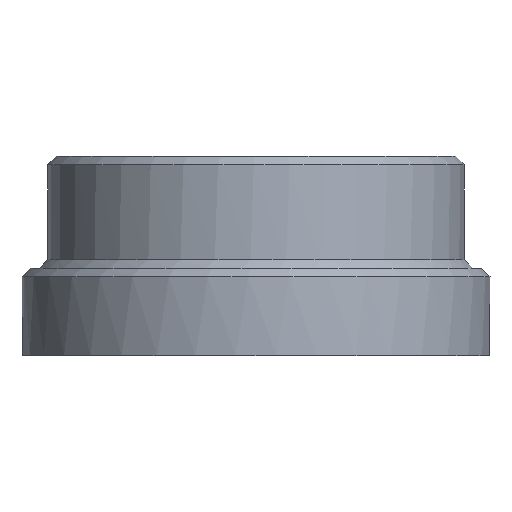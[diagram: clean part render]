
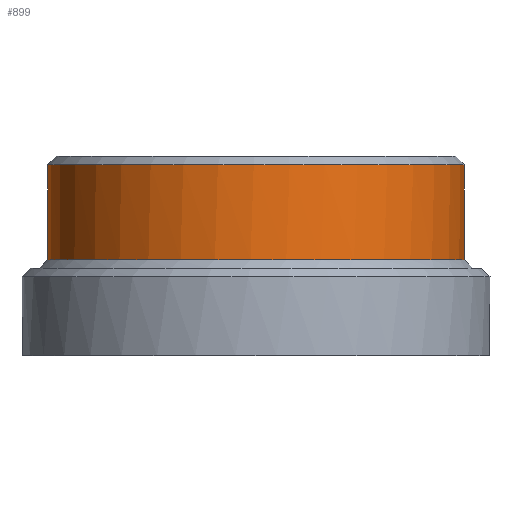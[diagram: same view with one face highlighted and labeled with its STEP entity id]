
A CAD part, front view. The second image highlights one B-rep face of the part: STEP entity #899.
In plain terms, the highlighted cylindrical face has radius 24.15 mm (diameter 48.3 mm), a partial arc.
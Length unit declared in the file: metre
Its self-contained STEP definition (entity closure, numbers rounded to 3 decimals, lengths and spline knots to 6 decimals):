
#12=CYLINDRICAL_SURFACE('',#965,0.02415);
#33=B_SPLINE_CURVE_WITH_KNOTS('',3,(#1341,#1342,#1343,#1344,#1345,#1346,
#1347,#1348,#1349,#1350),.UNSPECIFIED.,.F.,.F.,(4,1,1,1,1,1,1,4),(0.,
0.000567,0.001133,0.0017,0.002266,
0.002833,0.003399,0.004533),
 .UNSPECIFIED.);
#63=LINE('',#1352,#139);
#64=LINE('',#1356,#140);
#139=VECTOR('',#1071,1.);
#140=VECTOR('',#1074,1.);
#222=ORIENTED_EDGE('',*,*,#499,.T.);
#223=ORIENTED_EDGE('',*,*,#500,.T.);
#224=ORIENTED_EDGE('',*,*,#501,.T.);
#225=ORIENTED_EDGE('',*,*,#502,.T.);
#226=ORIENTED_EDGE('',*,*,#503,.F.);
#499=EDGE_CURVE('',#637,#638,#726,.T.);
#500=EDGE_CURVE('',#638,#639,#33,.T.);
#501=EDGE_CURVE('',#639,#640,#63,.T.);
#502=EDGE_CURVE('',#640,#641,#727,.T.);
#503=EDGE_CURVE('',#637,#641,#64,.T.);
#637=VERTEX_POINT('',#1339);
#638=VERTEX_POINT('',#1340);
#639=VERTEX_POINT('',#1351);
#640=VERTEX_POINT('',#1353);
#641=VERTEX_POINT('',#1355);
#726=CIRCLE('',#966,0.02415);
#727=CIRCLE('',#967,0.02415);
#766=EDGE_LOOP('',(#222,#223,#224,#225,#226));
#821=FACE_BOUND('',#766,.T.);
#899=ADVANCED_FACE('',(#821),#12,.T.);
#965=AXIS2_PLACEMENT_3D('',#1337,#1067,#1068);
#966=AXIS2_PLACEMENT_3D('',#1338,#1069,#1070);
#967=AXIS2_PLACEMENT_3D('',#1354,#1072,#1073);
#1067=DIRECTION('',(0.,0.,1.));
#1068=DIRECTION('',(1.,0.,0.));
#1069=DIRECTION('',(0.,0.,1.));
#1070=DIRECTION('',(1.,0.,0.));
#1071=DIRECTION('',(0.,0.,1.));
#1072=DIRECTION('',(0.,0.,-1.));
#1073=DIRECTION('',(-1.,0.,0.));
#1074=DIRECTION('',(0.,0.,1.));
#1337=CARTESIAN_POINT('',(0.,0.002,0.002956));
#1338=CARTESIAN_POINT('',(0.,0.002,0.003956));
#1339=CARTESIAN_POINT('',(-0.0085,0.024605,0.003956));
#1340=CARTESIAN_POINT('',(0.005742,0.025457,0.003956));
#1341=CARTESIAN_POINT('',(0.005742,0.025457,0.003956));
#1342=CARTESIAN_POINT('',(0.005901,0.025419,0.004056));
#1343=CARTESIAN_POINT('',(0.006199,0.025342,0.004275));
#1344=CARTESIAN_POINT('',(0.006576,0.025238,0.0047));
#1345=CARTESIAN_POINT('',(0.006795,0.025174,0.005245));
#1346=CARTESIAN_POINT('',(0.006722,0.025196,0.005837));
#1347=CARTESIAN_POINT('',(0.006411,0.025285,0.006326));
#1348=CARTESIAN_POINT('',(0.005852,0.025434,0.006828));
#1349=CARTESIAN_POINT('',(0.005348,0.025553,0.007088));
#1350=CARTESIAN_POINT('',(0.005,0.025627,0.007232));
#1351=CARTESIAN_POINT('',(0.005,0.025627,0.007232));
#1352=CARTESIAN_POINT('',(0.005,0.025627,0.002956));
#1353=CARTESIAN_POINT('',(0.005,0.025627,0.014956));
#1354=CARTESIAN_POINT('',(0.,0.002,0.014956));
#1355=CARTESIAN_POINT('',(-0.0085,0.024605,0.014956));
#1356=CARTESIAN_POINT('',(-0.0085,0.024605,0.002956));
